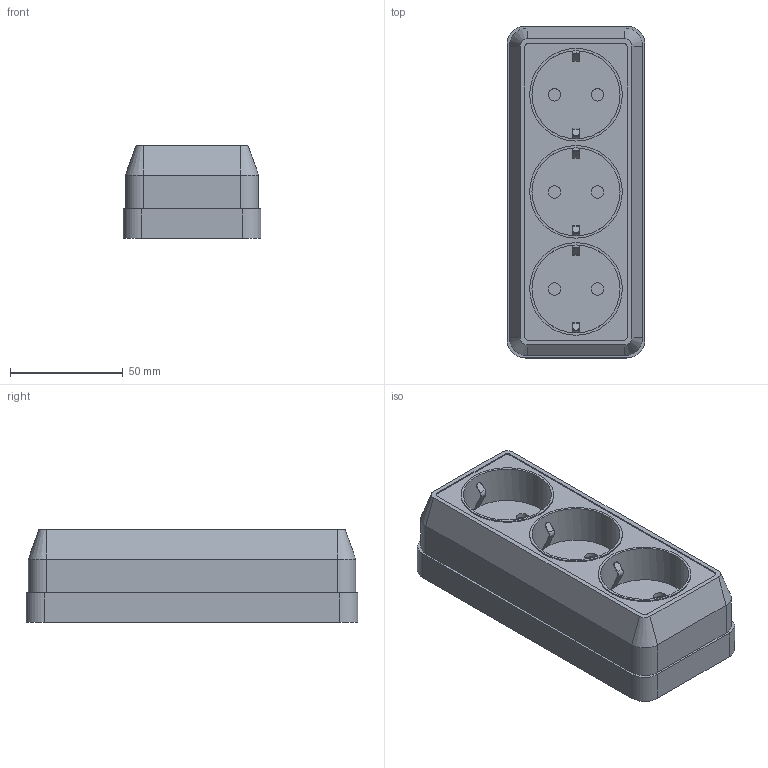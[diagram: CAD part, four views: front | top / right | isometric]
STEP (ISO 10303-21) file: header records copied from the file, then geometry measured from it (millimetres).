
FILE_DESCRIPTION (( 'STEP AP203' ), '1' );
FILE_NAME ('ERO31-K01-16-DC ÐÑ23-3-ÎÁ Ðîçåòêà 3ìåñòí. ñ çê 16À îòêð.óñò. ÎÊÒÀÂÀ (áåëûé).STEP', '2016-12-07T10:55:03', ( '' ), ( '' ), 'SwSTEP 2.0', 'SolidWorks 2014', '' );
FILE_SCHEMA (( 'CONFIG_CONTROL_DESIGN' ));
Length unit declared in the file: millimetre
Products named in the file (1): ERO31-K01-16-DC ÐÑ23-3-ÎÁ Ðîçåòêà 3ìåñòí. ñ çê 16À îòêð.óñò. ÎÊÒÀÂÀ (áåëûé)
Bounding box: 61 x 147 x 41 mm (x, y, z)
Volume: 71307.1 mm3; surface area: 75212.4 mm2
Topology: 1 solids, 1 shells, 165 faces, 436 edges, 287 vertices
Faces by surface type: plane 88, cylinder 69, cone 8
Full cylindrical faces by diameter (mm): 4.5 x2, 5.5 x6, 39 x3, 41 x3, 42.8 x3
Entity records: 5095 total; most frequent: DIRECTION 886, CARTESIAN_POINT 874, ORIENTED_EDGE 822, EDGE_CURVE 411, AXIS2_PLACEMENT_3D 315, VERTEX_POINT 279, LINE 256, VECTOR 256
